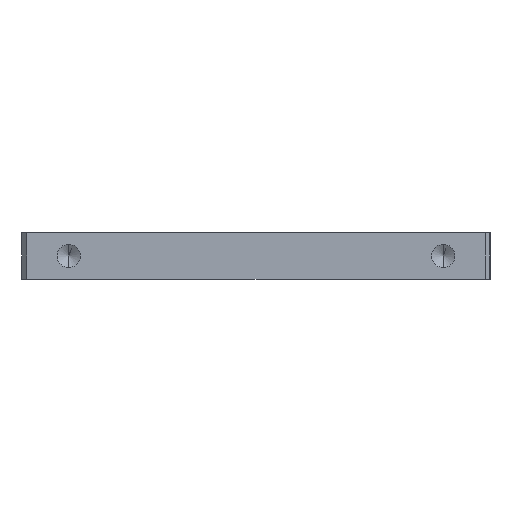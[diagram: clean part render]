
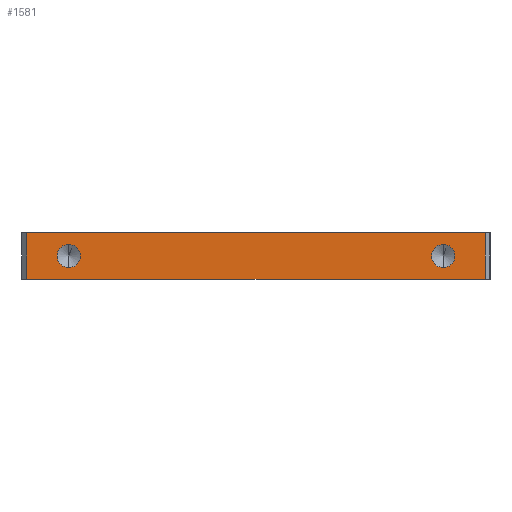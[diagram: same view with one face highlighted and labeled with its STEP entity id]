
A CAD part, left-side view. The second image highlights one B-rep face of the part: STEP entity #1581.
In plain terms, the highlighted planar face has unit normal (-1, 0, 0).
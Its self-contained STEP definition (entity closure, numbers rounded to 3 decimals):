
#142 = LINE ( 'NONE', #491, #2196 ) ;
#199 = CARTESIAN_POINT ( 'NONE',  ( -59.5, -50., -10. ) ) ;
#218 = EDGE_CURVE ( 'NONE', #993, #1671, #1715, .T. ) ;
#238 = FACE_BOUND ( 'NONE', #2286, .T. ) ;
#264 = EDGE_LOOP ( 'NONE', ( #1775, #611 ) ) ;
#266 = DIRECTION ( 'NONE',  ( -1., 0., 0. ) ) ;
#274 = DIRECTION ( 'NONE',  ( 0., 0., 1. ) ) ;
#286 = CARTESIAN_POINT ( 'NONE',  ( -59.5, -49., 0. ) ) ;
#316 = FACE_BOUND ( 'NONE', #264, .T. ) ;
#384 = AXIS2_PLACEMENT_3D ( 'NONE', #1190, #1407, #274 ) ;
#399 = EDGE_LOOP ( 'NONE', ( #1014, #1887, #2264, #1618 ) ) ;
#432 = VERTEX_POINT ( 'NONE', #639 ) ;
#485 = DIRECTION ( 'NONE',  ( 0., 0., 1. ) ) ;
#491 = CARTESIAN_POINT ( 'NONE',  ( -59.5, -50., 0. ) ) ;
#558 = DIRECTION ( 'NONE',  ( -1., 0., 0. ) ) ;
#576 = EDGE_CURVE ( 'NONE', #432, #2345, #1853, .T. ) ;
#611 = ORIENTED_EDGE ( 'NONE', *, *, #1418, .F. ) ;
#639 = CARTESIAN_POINT ( 'NONE',  ( -59.5, 40., -2.5 ) ) ;
#689 = EDGE_CURVE ( 'NONE', #1671, #2217, #938, .T. ) ;
#749 = VECTOR ( 'NONE', #964, 1000. ) ;
#816 = ORIENTED_EDGE ( 'NONE', *, *, #2316, .F. ) ;
#849 = CIRCLE ( 'NONE', #2308, 2.5 ) ;
#907 = DIRECTION ( 'NONE',  ( 0., 0., 1. ) ) ;
#938 = LINE ( 'NONE', #2283, #749 ) ;
#942 = DIRECTION ( 'NONE',  ( 0., -1., 0. ) ) ;
#964 = DIRECTION ( 'NONE',  ( 0., 0., 1. ) ) ;
#976 = LINE ( 'NONE', #1549, #2212 ) ;
#993 = VERTEX_POINT ( 'NONE', #1200 ) ;
#1014 = ORIENTED_EDGE ( 'NONE', *, *, #218, .T. ) ;
#1026 = ORIENTED_EDGE ( 'NONE', *, *, #2288, .F. ) ;
#1035 = EDGE_CURVE ( 'NONE', #1082, #993, #976, .T. ) ;
#1066 = PLANE ( 'NONE',  #1402 ) ;
#1067 = DIRECTION ( 'NONE',  ( -1., 0., 0. ) ) ;
#1082 = VERTEX_POINT ( 'NONE', #1995 ) ;
#1120 = CARTESIAN_POINT ( 'NONE',  ( -59.5, 40., -5. ) ) ;
#1133 = DIRECTION ( 'NONE',  ( 0., 0., 1. ) ) ;
#1164 = CARTESIAN_POINT ( 'NONE',  ( -59.5, -50., -10. ) ) ;
#1190 = CARTESIAN_POINT ( 'NONE',  ( -59.5, -40., -5. ) ) ;
#1200 = CARTESIAN_POINT ( 'NONE',  ( -59.5, 49., -10. ) ) ;
#1205 = VERTEX_POINT ( 'NONE', #1753 ) ;
#1354 = EDGE_CURVE ( 'NONE', #1082, #2217, #142, .T. ) ;
#1402 = AXIS2_PLACEMENT_3D ( 'NONE', #1164, #266, #1421 ) ;
#1404 = VERTEX_POINT ( 'NONE', #1886 ) ;
#1407 = DIRECTION ( 'NONE',  ( -1., 0., 0. ) ) ;
#1418 = EDGE_CURVE ( 'NONE', #2345, #432, #849, .T. ) ;
#1421 = DIRECTION ( 'NONE',  ( 0., -1., 0. ) ) ;
#1475 = CARTESIAN_POINT ( 'NONE',  ( -59.5, 40., -7.5 ) ) ;
#1549 = CARTESIAN_POINT ( 'NONE',  ( -59.5, 49., -10. ) ) ;
#1554 = FACE_OUTER_BOUND ( 'NONE', #399, .T. ) ;
#1581 = ADVANCED_FACE ( 'NONE', ( #316, #238, #1554 ), #1066, .T. ) ;
#1618 = ORIENTED_EDGE ( 'NONE', *, *, #1035, .T. ) ;
#1654 = CARTESIAN_POINT ( 'NONE',  ( -59.5, -40., -5. ) ) ;
#1671 = VERTEX_POINT ( 'NONE', #2396 ) ;
#1715 = LINE ( 'NONE', #199, #2355 ) ;
#1721 = AXIS2_PLACEMENT_3D ( 'NONE', #1654, #1067, #485 ) ;
#1753 = CARTESIAN_POINT ( 'NONE',  ( -59.5, -40., -2.5 ) ) ;
#1775 = ORIENTED_EDGE ( 'NONE', *, *, #576, .F. ) ;
#1833 = DIRECTION ( 'NONE',  ( -1., 0., 0. ) ) ;
#1853 = CIRCLE ( 'NONE', #2402, 2.5 ) ;
#1886 = CARTESIAN_POINT ( 'NONE',  ( -59.5, -40., -7.5 ) ) ;
#1887 = ORIENTED_EDGE ( 'NONE', *, *, #689, .T. ) ;
#1995 = CARTESIAN_POINT ( 'NONE',  ( -59.5, 49., 0. ) ) ;
#2033 = CARTESIAN_POINT ( 'NONE',  ( -59.5, 40., -5. ) ) ;
#2152 = CIRCLE ( 'NONE', #1721, 2.5 ) ;
#2192 = CIRCLE ( 'NONE', #384, 2.5 ) ;
#2196 = VECTOR ( 'NONE', #2378, 1000. ) ;
#2212 = VECTOR ( 'NONE', #2294, 1000. ) ;
#2217 = VERTEX_POINT ( 'NONE', #286 ) ;
#2264 = ORIENTED_EDGE ( 'NONE', *, *, #1354, .F. ) ;
#2283 = CARTESIAN_POINT ( 'NONE',  ( -59.5, -49., -10. ) ) ;
#2286 = EDGE_LOOP ( 'NONE', ( #1026, #816 ) ) ;
#2288 = EDGE_CURVE ( 'NONE', #1205, #1404, #2192, .T. ) ;
#2294 = DIRECTION ( 'NONE',  ( 0., 0., -1. ) ) ;
#2308 = AXIS2_PLACEMENT_3D ( 'NONE', #1120, #558, #1133 ) ;
#2316 = EDGE_CURVE ( 'NONE', #1404, #1205, #2152, .T. ) ;
#2345 = VERTEX_POINT ( 'NONE', #1475 ) ;
#2355 = VECTOR ( 'NONE', #942, 1000. ) ;
#2378 = DIRECTION ( 'NONE',  ( 0., -1., 0. ) ) ;
#2396 = CARTESIAN_POINT ( 'NONE',  ( -59.5, -49., -10. ) ) ;
#2402 = AXIS2_PLACEMENT_3D ( 'NONE', #2033, #1833, #907 ) ;
